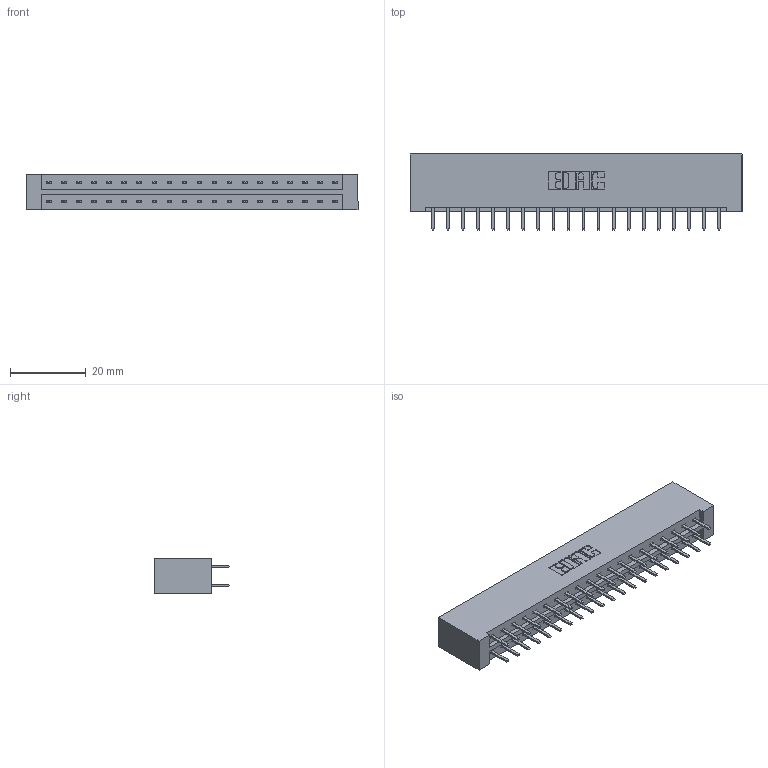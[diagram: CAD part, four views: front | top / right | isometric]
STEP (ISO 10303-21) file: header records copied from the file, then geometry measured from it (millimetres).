
FILE_DESCRIPTION (( 'STEP AP203' ), '1' );
FILE_NAME ('833-040-520-201.STEP', '2020-06-03T15:43:13', ( '' ), ( '' ), 'SwSTEP 2.0', 'SolidWorks 2020', '' );
FILE_SCHEMA (( 'CONFIG_CONTROL_DESIGN' ));
Length unit declared in the file: inch
Products named in the file (3): 833-040-520-201; 345-292-001_345-293-120; 833 Part_Lugless
Assembly tree (41 placements, depth 2):
  833-040-520-201
    833 Part_Lugless
    345-292-001_345-293-120  x40
Bounding box: 87.5 x 20.02 x 9.4 mm (x, y, z)
Volume: 9342.5 mm3; surface area: 10786.5 mm2
Topology: 41 solids, 41 shells, 2346 faces, 6807 edges, 4430 vertices
Faces by surface type: plane 1586, cylinder 760
Entity records: 15549 total; most frequent: CARTESIAN_POINT 2614, ORIENTED_EDGE 2538, DIRECTION 2253, EDGE_CURVE 1269, LINE 1145, VECTOR 1145, VERTEX_POINT 842, AXIS2_PLACEMENT_3D 554
